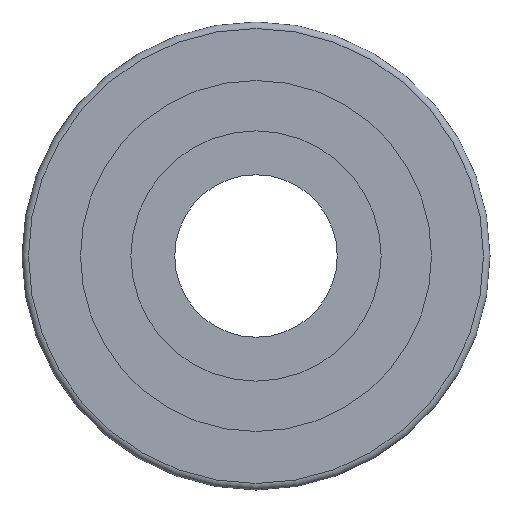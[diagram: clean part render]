
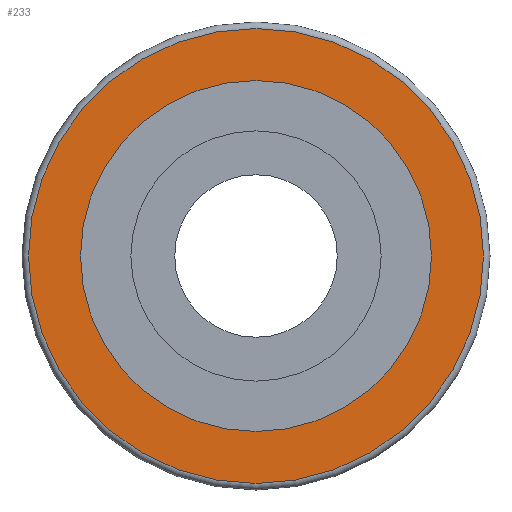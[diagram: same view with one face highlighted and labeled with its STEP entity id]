
A CAD part, front view. The second image highlights one B-rep face of the part: STEP entity #233.
In plain terms, the highlighted planar face has unit normal (0, -1, 0).
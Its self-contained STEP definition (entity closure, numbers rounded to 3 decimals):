
#20=FACE_BOUND('',#61,.T.);
#26=PLANE('',#290);
#41=FACE_OUTER_BOUND('',#60,.T.);
#60=EDGE_LOOP('',(#193));
#61=EDGE_LOOP('',(#194));
#84=CIRCLE('',#264,27.);
#96=CIRCLE('',#283,35.);
#107=VERTEX_POINT('',#391);
#118=VERTEX_POINT('',#424);
#127=EDGE_CURVE('',#107,#107,#84,.T.);
#142=EDGE_CURVE('',#118,#118,#96,.T.);
#193=ORIENTED_EDGE('',*,*,#142,.F.);
#194=ORIENTED_EDGE('',*,*,#127,.T.);
#233=ADVANCED_FACE('',(#41,#20),#26,.F.);
#264=AXIS2_PLACEMENT_3D('',#392,#306,#307);
#283=AXIS2_PLACEMENT_3D('',#425,#347,#348);
#290=AXIS2_PLACEMENT_3D('',#437,#362,#363);
#306=DIRECTION('center_axis',(0.,1.,0.));
#307=DIRECTION('ref_axis',(-1.,0.,0.));
#347=DIRECTION('center_axis',(0.,1.,0.));
#348=DIRECTION('ref_axis',(1.,0.,0.));
#362=DIRECTION('center_axis',(0.,1.,0.));
#363=DIRECTION('ref_axis',(0.,0.,1.));
#391=CARTESIAN_POINT('',(27.,-11.9,0.));
#392=CARTESIAN_POINT('Origin',(0.,-11.9,0.));
#424=CARTESIAN_POINT('',(0.,-11.9,35.));
#425=CARTESIAN_POINT('Origin',(0.,-11.9,0.));
#437=CARTESIAN_POINT('Origin',(0.,-11.9,0.));
